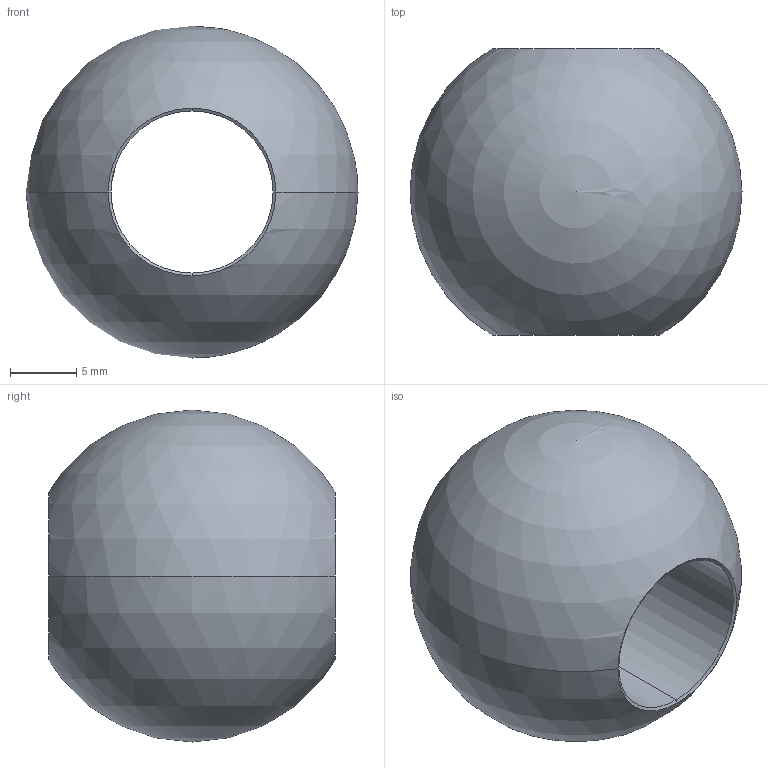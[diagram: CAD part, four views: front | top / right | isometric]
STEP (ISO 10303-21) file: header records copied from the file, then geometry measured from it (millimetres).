
FILE_DESCRIPTION (( 'STEP AP203' ), '1' );
FILE_NAME ('51025-240D.step', '2019-03-29T10:51:59', ( '' ), ( '' ), 'SwSTEP 2.0', 'SolidWorks 2015', '' );
FILE_SCHEMA (( 'CONFIG_CONTROL_DESIGN' ));
Length unit declared in the file: millimetre
Products named in the file (1): 51025-240D
Bounding box: 25 x 21.57 x 25 mm (x, y, z)
Volume: 5438.2 mm3; surface area: 2535.2 mm2
Topology: 1 solids, 1 shells, 241 faces, 649 edges, 431 vertices
Faces by surface type: plane 107, bspline 101, cylinder 27, cone 4, sphere 2
Entity records: 11779 total; most frequent: CARTESIAN_POINT 6341, ORIENTED_EDGE 1288, DIRECTION 804, EDGE_CURVE 644, VERTEX_POINT 428, VECTOR 314, LINE 314, EDGE_LOOP 266
